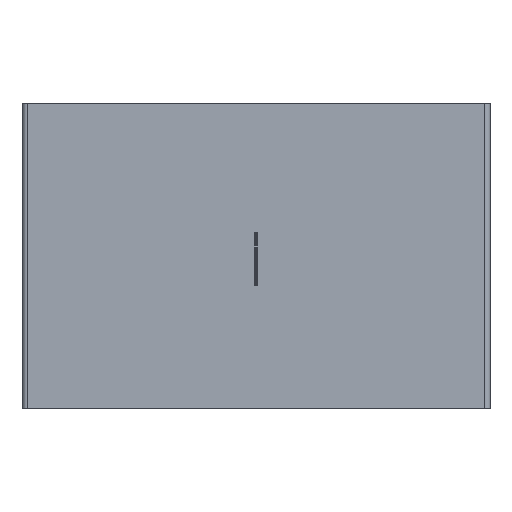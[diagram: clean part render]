
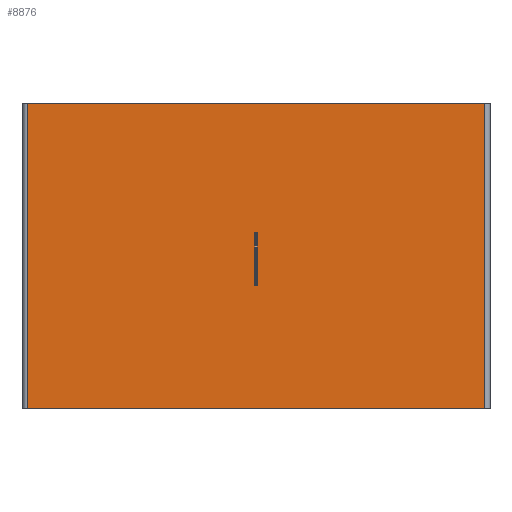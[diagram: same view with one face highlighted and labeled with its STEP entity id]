
A CAD part, front view. The second image highlights one B-rep face of the part: STEP entity #8876.
In plain terms, the highlighted planar face has unit normal (0, -1, 0).
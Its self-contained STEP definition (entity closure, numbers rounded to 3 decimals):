
#39=FACE_BOUND('',#1177,.T.);
#176=PLANE('',#9388);
#683=FACE_OUTER_BOUND('',#1176,.T.);
#1176=EDGE_LOOP('',(#8035,#8036,#8037,#8038));
#1177=EDGE_LOOP('',(#8039,#8040,#8041,#8042));
#2179=LINE('',#21870,#2880);
#2220=LINE('',#21957,#2921);
#2221=LINE('',#21960,#2922);
#2428=LINE('',#31085,#3129);
#2434=LINE('',#31097,#3135);
#2437=LINE('',#31102,#3138);
#2438=LINE('',#31104,#3139);
#2490=LINE('',#31212,#3191);
#2880=VECTOR('',#10512,10.);
#2921=VECTOR('',#10563,10.);
#2922=VECTOR('',#10566,10.);
#3129=VECTOR('',#10951,10.);
#3135=VECTOR('',#10961,10.);
#3138=VECTOR('',#10968,10.);
#3139=VECTOR('',#10971,10.);
#3191=VECTOR('',#11087,10.);
#3849=VERTEX_POINT('',#21867);
#3850=VERTEX_POINT('',#21869);
#3891=VERTEX_POINT('',#21955);
#3892=VERTEX_POINT('',#21959);
#4022=VERTEX_POINT('',#31078);
#4025=VERTEX_POINT('',#31083);
#4026=VERTEX_POINT('',#31090);
#4029=VERTEX_POINT('',#31095);
#5038=EDGE_CURVE('',#3849,#3850,#2179,.T.);
#5082=EDGE_CURVE('',#3891,#3849,#2220,.T.);
#5083=EDGE_CURVE('',#3850,#3892,#2221,.T.);
#5326=EDGE_CURVE('',#4025,#4022,#2428,.T.);
#5332=EDGE_CURVE('',#4029,#4026,#2434,.T.);
#5335=EDGE_CURVE('',#4029,#4022,#2437,.T.);
#5336=EDGE_CURVE('',#4025,#4026,#2438,.T.);
#5388=EDGE_CURVE('',#3891,#3892,#2490,.T.);
#8035=ORIENTED_EDGE('',*,*,#5082,.F.);
#8036=ORIENTED_EDGE('',*,*,#5388,.T.);
#8037=ORIENTED_EDGE('',*,*,#5083,.F.);
#8038=ORIENTED_EDGE('',*,*,#5038,.F.);
#8039=ORIENTED_EDGE('',*,*,#5336,.T.);
#8040=ORIENTED_EDGE('',*,*,#5332,.F.);
#8041=ORIENTED_EDGE('',*,*,#5335,.T.);
#8042=ORIENTED_EDGE('',*,*,#5326,.F.);
#8876=ADVANCED_FACE('',(#683,#39),#176,.T.);
#9388=AXIS2_PLACEMENT_3D('',#31211,#11085,#11086);
#10512=DIRECTION('',(1.,0.,0.));
#10563=DIRECTION('',(0.,0.,1.));
#10566=DIRECTION('',(0.,0.,-1.));
#10951=DIRECTION('',(0.,0.,1.));
#10961=DIRECTION('',(0.,0.,-1.));
#10968=DIRECTION('',(1.,0.,0.));
#10971=DIRECTION('',(-1.,0.,0.));
#11085=DIRECTION('center_axis',(0.,-1.,0.));
#11086=DIRECTION('ref_axis',(1.,0.,0.));
#11087=DIRECTION('',(1.,0.,0.));
#21867=CARTESIAN_POINT('',(1.,0.,58.));
#21869=CARTESIAN_POINT('',(87.9,0.,58.));
#21870=CARTESIAN_POINT('',(0.,0.,58.));
#21955=CARTESIAN_POINT('',(1.,0.,0.));
#21957=CARTESIAN_POINT('',(1.,0.,0.));
#21959=CARTESIAN_POINT('',(87.9,0.,0.));
#21960=CARTESIAN_POINT('',(87.9,0.,0.));
#31078=CARTESIAN_POINT('',(44.65,0.,33.4));
#31083=CARTESIAN_POINT('',(44.65,0.,23.4));
#31085=CARTESIAN_POINT('',(44.65,0.,11.7));
#31090=CARTESIAN_POINT('',(44.25,0.,23.4));
#31095=CARTESIAN_POINT('',(44.25,0.,33.4));
#31097=CARTESIAN_POINT('',(44.25,0.,16.7));
#31102=CARTESIAN_POINT('',(22.275,0.,33.4));
#31104=CARTESIAN_POINT('',(22.175,0.,23.4));
#31211=CARTESIAN_POINT('Origin',(0.,0.,0.));
#31212=CARTESIAN_POINT('',(0.,0.,0.));
